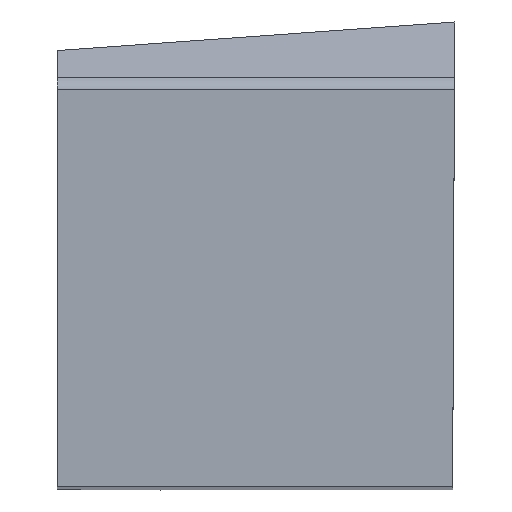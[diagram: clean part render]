
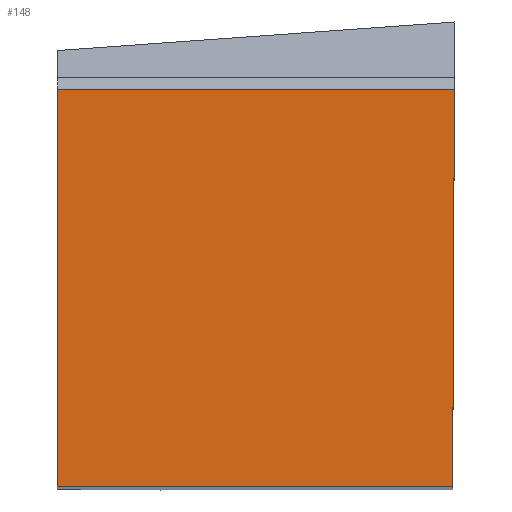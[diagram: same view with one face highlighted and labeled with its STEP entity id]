
A CAD part, top view. The second image highlights one B-rep face of the part: STEP entity #148.
In plain terms, the highlighted planar face has unit normal (0, 0, 1).
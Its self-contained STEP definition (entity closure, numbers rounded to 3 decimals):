
#119=FACE_OUTER_BOUND('',#325,.T.);
#148=ADVANCED_FACE('SHANK_FACE_BACK',(#119),#174,.F.);
#174=PLANE('',#736);
#207=LINE('',#1080,#263);
#215=LINE('',#1098,#271);
#227=LINE('',#1126,#283);
#228=LINE('',#1128,#284);
#263=VECTOR('',#839,1.);
#271=VECTOR('',#851,1.);
#283=VECTOR('',#877,1.);
#284=VECTOR('',#878,1.);
#325=EDGE_LOOP('',(#434,#435,#436,#437));
#434=ORIENTED_EDGE('',*,*,#603,.F.);
#435=ORIENTED_EDGE('',*,*,#579,.T.);
#436=ORIENTED_EDGE('',*,*,#588,.T.);
#437=ORIENTED_EDGE('',*,*,#604,.F.);
#518=VERTEX_POINT('',#1079);
#519=VERTEX_POINT('',#1081);
#526=VERTEX_POINT('',#1097);
#536=VERTEX_POINT('',#1127);
#579=EDGE_CURVE('',#519,#518,#207,.T.);
#588=EDGE_CURVE('',#518,#526,#215,.T.);
#603=EDGE_CURVE('',#519,#536,#227,.T.);
#604=EDGE_CURVE('',#536,#526,#228,.T.);
#736=AXIS2_PLACEMENT_3D('',#1129,#879,#880);
#839=DIRECTION('',(1.,0.,0.));
#851=DIRECTION('',(0.004,1.,0.));
#877=DIRECTION('',(0.,1.,0.));
#878=DIRECTION('',(1.,0.,0.));
#879=DIRECTION('',(0.,0.,-1.));
#880=DIRECTION('',(-0.997,-0.074,0.));
#1079=CARTESIAN_POINT('',(-0.139,0.,0.));
#1080=CARTESIAN_POINT('',(-33.993,0.,0.));
#1081=CARTESIAN_POINT('',(-31.85,0.,0.));
#1097=CARTESIAN_POINT('',(0.,31.85,0.));
#1098=CARTESIAN_POINT('',(-0.973,-191.233,0.));
#1126=CARTESIAN_POINT('',(-31.85,-7.093,0.));
#1127=CARTESIAN_POINT('',(-31.85,31.85,0.));
#1128=CARTESIAN_POINT('',(-33.993,31.85,0.));
#1129=CARTESIAN_POINT('',(0.,0.,0.));
